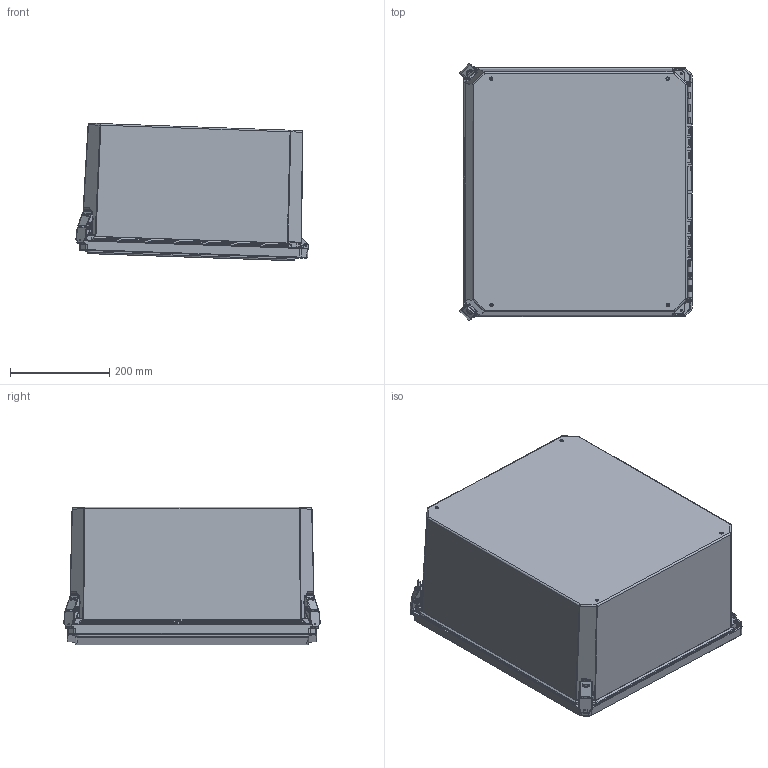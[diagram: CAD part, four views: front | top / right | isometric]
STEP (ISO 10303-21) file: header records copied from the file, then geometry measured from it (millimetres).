
FILE_DESCRIPTION (( 'STEP AP214' ), '1' );
FILE_NAME ('FR181610HPL.STEP', '2021-10-07T15:48:19', ( '' ), ( '' ), 'SwSTEP 2.0', 'SolidWorks 2021', '' );
FILE_SCHEMA (( 'AUTOMOTIVE_DESIGN' ));
Length unit declared in the file: inch
Products named in the file (1): FR181610HPL
Bounding box: 468.16 x 516.85 x 277.14 mm (x, y, z)
Volume: 4253313.6 mm3; surface area: 1916847.5 mm2
Topology: 29 solids, 29 shells, 2495 faces, 6349 edges, 3851 vertices
Faces by surface type: cylinder 1062, plane 812, bspline 351, torus 180, cone 61, sphere 29
Entity records: 101039 total; most frequent: CARTESIAN_POINT 45171, ORIENTED_EDGE 12538, DIRECTION 10026, EDGE_CURVE 6269, VERTEX_POINT 3846, AXIS2_PLACEMENT_3D 3515, VECTOR 2996, LINE 2996
